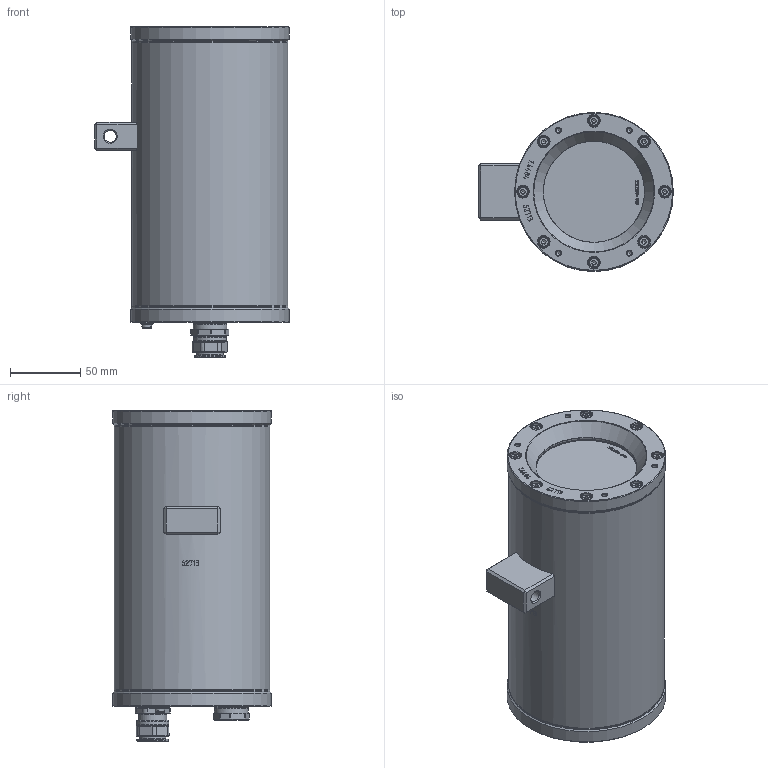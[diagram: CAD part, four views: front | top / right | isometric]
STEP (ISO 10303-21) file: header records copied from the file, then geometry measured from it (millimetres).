
FILE_DESCRIPTION(/* description */ (''),/* implementation_level */ '2;1');
FILE_NAME(/* name */ 'T07-VA2.1.K1.BOR.stp',/* time_stamp */ '2021-03-01T16:47:54+01:00',/* author */ ('Thiemo Gruber'),/* organization */ (''),/* preprocessor_version */ 'ST-DEVELOPER v17',/* originating_system */ 'Autodesk Inventor 2019',/* authorisation */ '');
FILE_SCHEMA (('AUTOMOTIVE_DESIGN { 1 0 10303 214 3 1 1 }'));
Length unit declared in the file: millimetre
Products named in the file (21): T07-VA2.1.K1.BOR_rev.03; VA2.x.K1_(vers.3 rev.06); 8292-12-SS-M20x1,5; CAP222049 - Neopren Dichtring (Capri); KLE ADE 1F Typ5 M20; KLE Gummieinsatz M20_(Silikon); DIN 125-1  A A 4.3; DIN 127 - zurückgezogen A 4; DIN 84  - ersetzt durch DIN EN ISO 1207 M4 x 8; VA2.1.R_rev.01; VA2.x.BOR (Fase)_rev.01; VA2.x.BOR (Fase)_rev.01_1; VA2.x.Flanschdichtung rev.1; VA2.x.BOR_Compound; VA2.x.Germaniumglas.1; VA2.x.BOR Pufferring; VA2.x.Passscheibe; VA2.BOR.Sicherungsring; Schraube M4 mit Federring; DIN 128 - A4; DIN 912 - M4 x 12
Assembly tree (37 placements, depth 3):
  T07-VA2.1.K1.BOR_rev.03
    VA2.x.K1_(vers.3 rev.06)
    8292-12-SS-M20x1,5
    CAP222049 - Neopren Dichtring (Capri)  x2
    KLE ADE 1F Typ5 M20
    KLE Gummieinsatz M20_(Silikon)
    DIN 125-1  A A 4.3
    DIN 127 - zurückgezogen A 4
    DIN 84  - ersetzt durch DIN EN ISO 1207 M4 x 8
    VA2.1.R_rev.01
    VA2.x.Flanschdichtung rev.1
    VA2.x.BOR (Fase)_rev.01
      VA2.x.BOR (Fase)_rev.01_1
      VA2.x.Flanschdichtung rev.1
      VA2.x.BOR_Compound
      VA2.x.Germaniumglas.1
      VA2.x.BOR Pufferring
      VA2.x.Passscheibe
      VA2.BOR.Sicherungsring
    Schraube M4 mit Federring  x16
      DIN 128 - A4
      DIN 912 - M4 x 12
Bounding box: 138.5 x 113 x 235.2 mm (x, y, z)
Volume: 597376 mm3; surface area: 273166.1 mm2
Topology: 52 solids, 52 shells, 3112 faces, 7518 edges, 4619 vertices
Faces by surface type: plane 826, bspline 798, cylinder 794, torus 396, cone 188, sphere 110
Full cylindrical faces by diameter (mm): 2.459 x4, 3.197 x1, 3.2 x2, 3.242 x26, 3.621 x1, 3.8 x16, 4 x17, 4.3 x1, 4.5 x16, 7 x16, 8 x16, 8.5 x1, 9 x1, 9.2 x1, 15.5 x1, 16.197 x1, 16.2 x1, 16.4 x1, 18.376 x2, 19 x1, 20 x3, 20.5 x2, 22.5 x1, 23 x1, 24 x3, 71 x2, 72 x3, 80 x2, 81.8 x1, 83 x2
Entity records: 58379 total; most frequent: CARTESIAN_POINT 18883, ORIENTED_EDGE 8156, DIRECTION 7869, EDGE_CURVE 4078, AXIS2_PLACEMENT_3D 3081, VERTEX_POINT 2609, EDGE_LOOP 1841, LINE 1707
